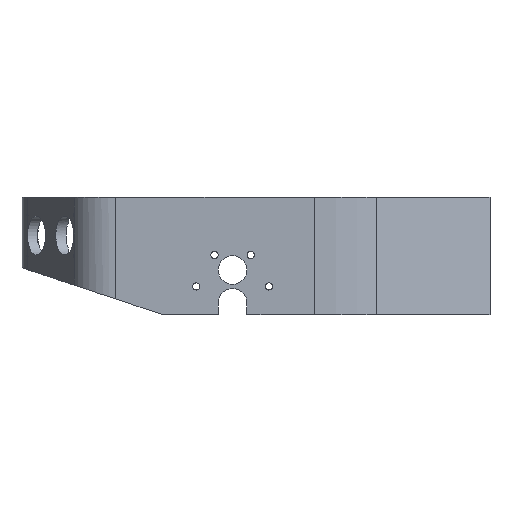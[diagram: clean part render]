
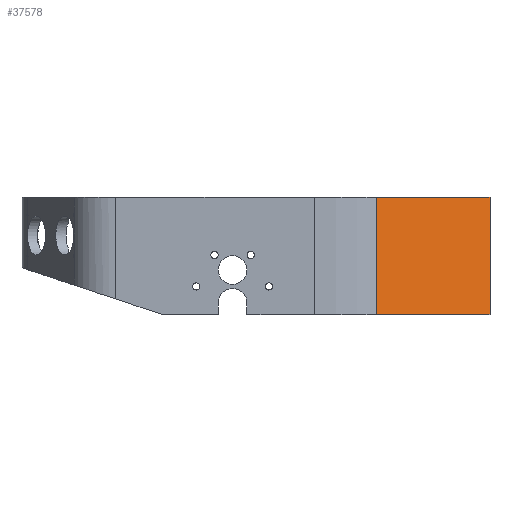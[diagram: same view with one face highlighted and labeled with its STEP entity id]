
A CAD part, left-side view. The second image highlights one B-rep face of the part: STEP entity #37578.
In plain terms, the highlighted planar face has unit normal (-0.897, -0.441, 0).
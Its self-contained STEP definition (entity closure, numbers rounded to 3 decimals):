
#16689 = PLANE('',#16690);
#16690 = AXIS2_PLACEMENT_3D('',#16691,#16692,#16693);
#16691 = CARTESIAN_POINT('',(-50.441,5.858,55.));
#16692 = DIRECTION('',(0.,0.,1.));
#16693 = DIRECTION('',(1.,0.,0.));
#27935 = VERTEX_POINT('',#27936);
#27936 = CARTESIAN_POINT('',(-93.851,-51.46,55.));
#27951 = CYLINDRICAL_SURFACE('',#27952,60.);
#27952 = AXIS2_PLACEMENT_3D('',#27953,#27954,#27955);
#27953 = CARTESIAN_POINT('',(-40.,-25.,5.));
#27954 = DIRECTION('',(-0.,-0.,-1.));
#27955 = DIRECTION('',(1.,0.,0.));
#27963 = EDGE_CURVE('',#27935,#27964,#27966,.T.);
#27964 = VERTEX_POINT('',#27965);
#27965 = CARTESIAN_POINT('',(-70.,-100.,55.));
#27966 = SURFACE_CURVE('',#27967,(#27971,#27978),.PCURVE_S1.);
#27967 = LINE('',#27968,#27969);
#27968 = CARTESIAN_POINT('',(-93.851,-51.46,55.));
#27969 = VECTOR('',#27970,1.);
#27970 = DIRECTION('',(0.441,-0.898,0.));
#27971 = PCURVE('',#16689,#27972);
#27972 = DEFINITIONAL_REPRESENTATION('',(#27973),#27977);
#27973 = LINE('',#27974,#27975);
#27974 = CARTESIAN_POINT('',(-43.409,-57.318));
#27975 = VECTOR('',#27976,1.);
#27976 = DIRECTION('',(0.441,-0.898));
#27977 = ( GEOMETRIC_REPRESENTATION_CONTEXT(2) 
PARAMETRIC_REPRESENTATION_CONTEXT() REPRESENTATION_CONTEXT('2D SPACE',''
  ) );
#27978 = PCURVE('',#27979,#27984);
#27979 = PLANE('',#27980);
#27980 = AXIS2_PLACEMENT_3D('',#27981,#27982,#27983);
#27981 = CARTESIAN_POINT('',(-93.851,-51.46,5.));
#27982 = DIRECTION('',(0.898,0.441,0.));
#27983 = DIRECTION('',(0.441,-0.898,0.));
#27984 = DEFINITIONAL_REPRESENTATION('',(#27985),#27989);
#27985 = LINE('',#27986,#27987);
#27986 = CARTESIAN_POINT('',(0.,-50.));
#27987 = VECTOR('',#27988,1.);
#27988 = DIRECTION('',(1.,0.));
#27989 = ( GEOMETRIC_REPRESENTATION_CONTEXT(2) 
PARAMETRIC_REPRESENTATION_CONTEXT() REPRESENTATION_CONTEXT('2D SPACE',''
  ) );
#28007 = PLANE('',#28008);
#28008 = AXIS2_PLACEMENT_3D('',#28009,#28010,#28011);
#28009 = CARTESIAN_POINT('',(-70.,-100.,5.));
#28010 = DIRECTION('',(0.,1.,0.));
#28011 = DIRECTION('',(1.,0.,0.));
#35289 = PLANE('',#35290);
#35290 = AXIS2_PLACEMENT_3D('',#35291,#35292,#35293);
#35291 = CARTESIAN_POINT('',(-50.441,5.858,5.));
#35292 = DIRECTION('',(0.,0.,1.));
#35293 = DIRECTION('',(1.,0.,0.));
#37463 = EDGE_CURVE('',#37464,#27964,#37466,.T.);
#37464 = VERTEX_POINT('',#37465);
#37465 = CARTESIAN_POINT('',(-70.,-100.,5.));
#37466 = SURFACE_CURVE('',#37467,(#37471,#37478),.PCURVE_S1.);
#37467 = LINE('',#37468,#37469);
#37468 = CARTESIAN_POINT('',(-70.,-100.,5.));
#37469 = VECTOR('',#37470,1.);
#37470 = DIRECTION('',(0.,0.,1.));
#37471 = PCURVE('',#28007,#37472);
#37472 = DEFINITIONAL_REPRESENTATION('',(#37473),#37477);
#37473 = LINE('',#37474,#37475);
#37474 = CARTESIAN_POINT('',(0.,0.));
#37475 = VECTOR('',#37476,1.);
#37476 = DIRECTION('',(0.,-1.));
#37477 = ( GEOMETRIC_REPRESENTATION_CONTEXT(2) 
PARAMETRIC_REPRESENTATION_CONTEXT() REPRESENTATION_CONTEXT('2D SPACE',''
  ) );
#37478 = PCURVE('',#27979,#37479);
#37479 = DEFINITIONAL_REPRESENTATION('',(#37480),#37484);
#37480 = LINE('',#37481,#37482);
#37481 = CARTESIAN_POINT('',(54.083,0.));
#37482 = VECTOR('',#37483,1.);
#37483 = DIRECTION('',(0.,-1.));
#37484 = ( GEOMETRIC_REPRESENTATION_CONTEXT(2) 
PARAMETRIC_REPRESENTATION_CONTEXT() REPRESENTATION_CONTEXT('2D SPACE',''
  ) );
#37578 = ADVANCED_FACE('',(#37579),#27979,.F.);
#37579 = FACE_BOUND('',#37580,.F.);
#37580 = EDGE_LOOP('',(#37581,#37604,#37605,#37606));
#37581 = ORIENTED_EDGE('',*,*,#37582,.T.);
#37582 = EDGE_CURVE('',#37583,#27935,#37585,.T.);
#37583 = VERTEX_POINT('',#37584);
#37584 = CARTESIAN_POINT('',(-93.851,-51.46,5.));
#37585 = SURFACE_CURVE('',#37586,(#37590,#37597),.PCURVE_S1.);
#37586 = LINE('',#37587,#37588);
#37587 = CARTESIAN_POINT('',(-93.851,-51.46,5.));
#37588 = VECTOR('',#37589,1.);
#37589 = DIRECTION('',(0.,0.,1.));
#37590 = PCURVE('',#27979,#37591);
#37591 = DEFINITIONAL_REPRESENTATION('',(#37592),#37596);
#37592 = LINE('',#37593,#37594);
#37593 = CARTESIAN_POINT('',(0.,0.));
#37594 = VECTOR('',#37595,1.);
#37595 = DIRECTION('',(0.,-1.));
#37596 = ( GEOMETRIC_REPRESENTATION_CONTEXT(2) 
PARAMETRIC_REPRESENTATION_CONTEXT() REPRESENTATION_CONTEXT('2D SPACE',''
  ) );
#37597 = PCURVE('',#27951,#37598);
#37598 = DEFINITIONAL_REPRESENTATION('',(#37599),#37603);
#37599 = LINE('',#37600,#37601);
#37600 = CARTESIAN_POINT('',(-3.598,0.));
#37601 = VECTOR('',#37602,1.);
#37602 = DIRECTION('',(-0.,-1.));
#37603 = ( GEOMETRIC_REPRESENTATION_CONTEXT(2) 
PARAMETRIC_REPRESENTATION_CONTEXT() REPRESENTATION_CONTEXT('2D SPACE',''
  ) );
#37604 = ORIENTED_EDGE('',*,*,#27963,.T.);
#37605 = ORIENTED_EDGE('',*,*,#37463,.F.);
#37606 = ORIENTED_EDGE('',*,*,#37607,.F.);
#37607 = EDGE_CURVE('',#37583,#37464,#37608,.T.);
#37608 = SURFACE_CURVE('',#37609,(#37613,#37620),.PCURVE_S1.);
#37609 = LINE('',#37610,#37611);
#37610 = CARTESIAN_POINT('',(-93.851,-51.46,5.));
#37611 = VECTOR('',#37612,1.);
#37612 = DIRECTION('',(0.441,-0.898,0.));
#37613 = PCURVE('',#27979,#37614);
#37614 = DEFINITIONAL_REPRESENTATION('',(#37615),#37619);
#37615 = LINE('',#37616,#37617);
#37616 = CARTESIAN_POINT('',(0.,0.));
#37617 = VECTOR('',#37618,1.);
#37618 = DIRECTION('',(1.,0.));
#37619 = ( GEOMETRIC_REPRESENTATION_CONTEXT(2) 
PARAMETRIC_REPRESENTATION_CONTEXT() REPRESENTATION_CONTEXT('2D SPACE',''
  ) );
#37620 = PCURVE('',#35289,#37621);
#37621 = DEFINITIONAL_REPRESENTATION('',(#37622),#37626);
#37622 = LINE('',#37623,#37624);
#37623 = CARTESIAN_POINT('',(-43.409,-57.318));
#37624 = VECTOR('',#37625,1.);
#37625 = DIRECTION('',(0.441,-0.898));
#37626 = ( GEOMETRIC_REPRESENTATION_CONTEXT(2) 
PARAMETRIC_REPRESENTATION_CONTEXT() REPRESENTATION_CONTEXT('2D SPACE',''
  ) );
